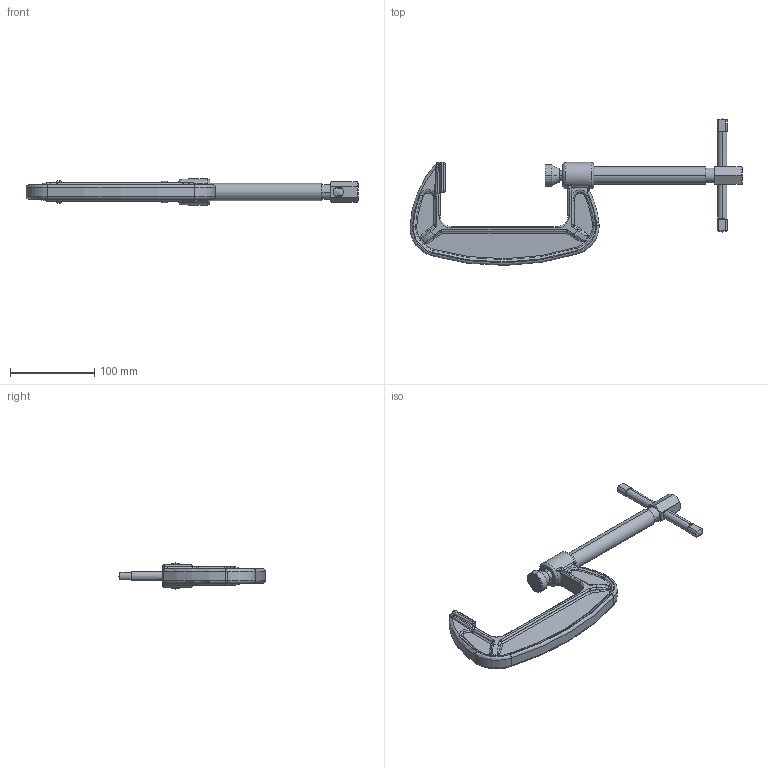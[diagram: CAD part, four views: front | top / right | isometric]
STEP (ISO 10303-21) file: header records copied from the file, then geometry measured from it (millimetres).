
FILE_DESCRIPTION (( 'STEP AP203' ), '1' );
FILE_NAME ('GH-M125 (5in).STEP', '2012-04-06T09:03:58', ( 'user' ), ( '' ), 'SwSTEP 2.0', 'SolidWorks 2008', '' );
FILE_SCHEMA (( 'CONFIG_CONTROL_DESIGN' ));
Length unit declared in the file: millimetre
Products named in the file (5): 4m12559_預設; m12501_預設; 4m12570_預設; GH-M125 (5in); 4m12513_預設
Assembly tree (4 placements, depth 2):
  GH-M125 (5in)
    4m12570_預設
    4m12513_預設
    4m12559_預設
    m12501_預設
Bounding box: 395.03 x 174.72 x 31 mm (x, y, z)
Volume: 294500.2 mm3; surface area: 67272.3 mm2
Topology: 4 solids, 4 shells, 352 faces, 829 edges, 472 vertices
Faces by surface type: cylinder 109, torus 97, plane 66, bspline 51, sphere 19, cone 10
Entity records: 13410 total; most frequent: CARTESIAN_POINT 5192, DIRECTION 1692, ORIENTED_EDGE 1602, EDGE_CURVE 801, AXIS2_PLACEMENT_3D 737, VERTEX_POINT 469, CIRCLE 429, EDGE_LOOP 368
